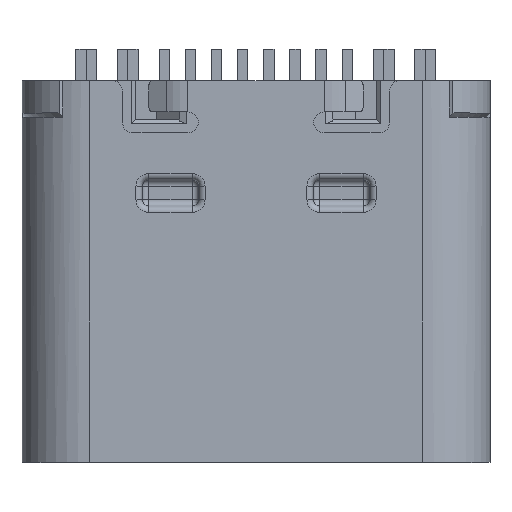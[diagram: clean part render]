
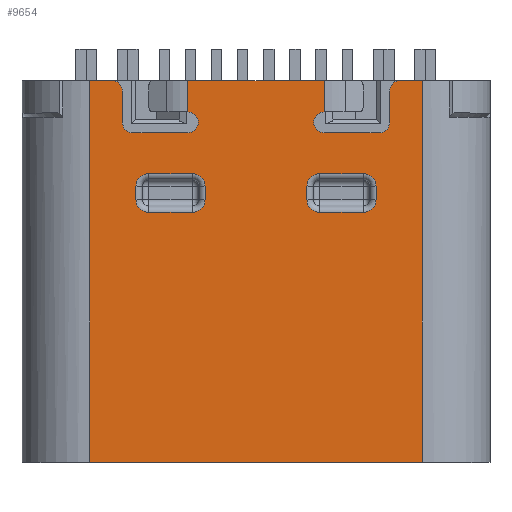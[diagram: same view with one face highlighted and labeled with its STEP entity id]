
A CAD part, top view. The second image highlights one B-rep face of the part: STEP entity #9654.
In plain terms, the highlighted planar face has unit normal (0, 0, 1).
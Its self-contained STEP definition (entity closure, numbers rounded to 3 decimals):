
#8026 = VERTEX_POINT('',#8027);
#8027 = CARTESIAN_POINT('',(7.65,0.,3.16));
#8034 = EDGE_CURVE('',#8035,#8026,#8037,.T.);
#8035 = VERTEX_POINT('',#8036);
#8036 = CARTESIAN_POINT('',(1.3,0.,3.16));
#8037 = LINE('',#8038,#8039);
#8038 = CARTESIAN_POINT('',(1.3,0.,3.16));
#8039 = VECTOR('',#8040,1.);
#8040 = DIRECTION('',(1.,0.,0.));
#9616 = EDGE_CURVE('',#9617,#8035,#9619,.T.);
#9617 = VERTEX_POINT('',#9618);
#9618 = CARTESIAN_POINT('',(1.3,7.3,3.16));
#9619 = LINE('',#9620,#9621);
#9620 = CARTESIAN_POINT('',(1.3,7.3,3.16));
#9621 = VECTOR('',#9622,1.);
#9622 = DIRECTION('',(0.,-1.,0.));
#9654 = ADVANCED_FACE('',(#9655,#9725,#9861),#9931,.T.);
#9655 = FACE_BOUND('',#9656,.T.);
#9656 = EDGE_LOOP('',(#9657,#9667,#9676,#9684,#9693,#9701,#9710,#9718));
#9657 = ORIENTED_EDGE('',*,*,#9658,.T.);
#9658 = EDGE_CURVE('',#9659,#9661,#9663,.T.);
#9659 = VERTEX_POINT('',#9660);
#9660 = CARTESIAN_POINT('',(2.42,5.52,3.16));
#9661 = VERTEX_POINT('',#9662);
#9662 = CARTESIAN_POINT('',(3.26,5.52,3.16));
#9663 = LINE('',#9664,#9665);
#9664 = CARTESIAN_POINT('',(2.3,5.52,3.16));
#9665 = VECTOR('',#9666,1.);
#9666 = DIRECTION('',(1.,0.,0.));
#9667 = ORIENTED_EDGE('',*,*,#9668,.T.);
#9668 = EDGE_CURVE('',#9661,#9669,#9671,.T.);
#9669 = VERTEX_POINT('',#9670);
#9670 = CARTESIAN_POINT('',(3.5,5.28,3.16));
#9671 = CIRCLE('',#9672,0.24);
#9672 = AXIS2_PLACEMENT_3D('',#9673,#9674,#9675);
#9673 = CARTESIAN_POINT('',(3.26,5.28,3.16));
#9674 = DIRECTION('',(0.,0.,-1.));
#9675 = DIRECTION('',(0.,1.,0.));
#9676 = ORIENTED_EDGE('',*,*,#9677,.T.);
#9677 = EDGE_CURVE('',#9669,#9678,#9680,.T.);
#9678 = VERTEX_POINT('',#9679);
#9679 = CARTESIAN_POINT('',(3.5,5.02,3.16));
#9680 = LINE('',#9681,#9682);
#9681 = CARTESIAN_POINT('',(3.5,5.4,3.16));
#9682 = VECTOR('',#9683,1.);
#9683 = DIRECTION('',(0.,-1.,0.));
#9684 = ORIENTED_EDGE('',*,*,#9685,.T.);
#9685 = EDGE_CURVE('',#9678,#9686,#9688,.T.);
#9686 = VERTEX_POINT('',#9687);
#9687 = CARTESIAN_POINT('',(3.26,4.78,3.16));
#9688 = CIRCLE('',#9689,0.24);
#9689 = AXIS2_PLACEMENT_3D('',#9690,#9691,#9692);
#9690 = CARTESIAN_POINT('',(3.26,5.02,3.16));
#9691 = DIRECTION('',(0.,0.,-1.));
#9692 = DIRECTION('',(1.,0.,0.));
#9693 = ORIENTED_EDGE('',*,*,#9694,.T.);
#9694 = EDGE_CURVE('',#9686,#9695,#9697,.T.);
#9695 = VERTEX_POINT('',#9696);
#9696 = CARTESIAN_POINT('',(2.42,4.78,3.16));
#9697 = LINE('',#9698,#9699);
#9698 = CARTESIAN_POINT('',(3.38,4.78,3.16));
#9699 = VECTOR('',#9700,1.);
#9700 = DIRECTION('',(-1.,0.,0.));
#9701 = ORIENTED_EDGE('',*,*,#9702,.T.);
#9702 = EDGE_CURVE('',#9695,#9703,#9705,.T.);
#9703 = VERTEX_POINT('',#9704);
#9704 = CARTESIAN_POINT('',(2.18,5.02,3.16));
#9705 = CIRCLE('',#9706,0.24);
#9706 = AXIS2_PLACEMENT_3D('',#9707,#9708,#9709);
#9707 = CARTESIAN_POINT('',(2.42,5.02,3.16));
#9708 = DIRECTION('',(-0.,-0.,-1.));
#9709 = DIRECTION('',(0.,-1.,0.));
#9710 = ORIENTED_EDGE('',*,*,#9711,.T.);
#9711 = EDGE_CURVE('',#9703,#9712,#9714,.T.);
#9712 = VERTEX_POINT('',#9713);
#9713 = CARTESIAN_POINT('',(2.18,5.28,3.16));
#9714 = LINE('',#9715,#9716);
#9715 = CARTESIAN_POINT('',(2.18,4.9,3.16));
#9716 = VECTOR('',#9717,1.);
#9717 = DIRECTION('',(0.,1.,0.));
#9718 = ORIENTED_EDGE('',*,*,#9719,.F.);
#9719 = EDGE_CURVE('',#9659,#9712,#9720,.T.);
#9720 = CIRCLE('',#9721,0.24);
#9721 = AXIS2_PLACEMENT_3D('',#9722,#9723,#9724);
#9722 = CARTESIAN_POINT('',(2.42,5.28,3.16));
#9723 = DIRECTION('',(0.,-0.,1.));
#9724 = DIRECTION('',(0.,1.,0.));
#9725 = FACE_BOUND('',#9726,.T.);
#9726 = EDGE_LOOP('',(#9727,#9738,#9744,#9745,#9746,#9754,#9762,#9771,
    #9779,#9788,#9796,#9805,#9813,#9821,#9829,#9838,#9846,#9855));
#9727 = ORIENTED_EDGE('',*,*,#9728,.T.);
#9728 = EDGE_CURVE('',#9729,#9731,#9733,.T.);
#9729 = VERTEX_POINT('',#9730);
#9730 = CARTESIAN_POINT('',(1.92,7.1,3.16));
#9731 = VERTEX_POINT('',#9732);
#9732 = CARTESIAN_POINT('',(1.72,7.3,3.16));
#9733 = CIRCLE('',#9734,0.2);
#9734 = AXIS2_PLACEMENT_3D('',#9735,#9736,#9737);
#9735 = CARTESIAN_POINT('',(1.72,7.1,3.16));
#9736 = DIRECTION('',(0.,0.,1.));
#9737 = DIRECTION('',(1.,0.,-0.));
#9738 = ORIENTED_EDGE('',*,*,#9739,.T.);
#9739 = EDGE_CURVE('',#9731,#9617,#9740,.T.);
#9740 = LINE('',#9741,#9742);
#9741 = CARTESIAN_POINT('',(1.72,7.3,3.16));
#9742 = VECTOR('',#9743,1.);
#9743 = DIRECTION('',(-1.,0.,0.));
#9744 = ORIENTED_EDGE('',*,*,#9616,.T.);
#9745 = ORIENTED_EDGE('',*,*,#8034,.T.);
#9746 = ORIENTED_EDGE('',*,*,#9747,.T.);
#9747 = EDGE_CURVE('',#8026,#9748,#9750,.T.);
#9748 = VERTEX_POINT('',#9749);
#9749 = CARTESIAN_POINT('',(7.65,7.3,3.16));
#9750 = LINE('',#9751,#9752);
#9751 = CARTESIAN_POINT('',(7.65,0.,3.16));
#9752 = VECTOR('',#9753,1.);
#9753 = DIRECTION('',(0.,1.,0.));
#9754 = ORIENTED_EDGE('',*,*,#9755,.T.);
#9755 = EDGE_CURVE('',#9748,#9756,#9758,.T.);
#9756 = VERTEX_POINT('',#9757);
#9757 = CARTESIAN_POINT('',(7.23,7.3,3.16));
#9758 = LINE('',#9759,#9760);
#9759 = CARTESIAN_POINT('',(7.65,7.3,3.16));
#9760 = VECTOR('',#9761,1.);
#9761 = DIRECTION('',(-1.,0.,0.));
#9762 = ORIENTED_EDGE('',*,*,#9763,.T.);
#9763 = EDGE_CURVE('',#9756,#9764,#9766,.T.);
#9764 = VERTEX_POINT('',#9765);
#9765 = CARTESIAN_POINT('',(7.03,7.1,3.16));
#9766 = CIRCLE('',#9767,0.2);
#9767 = AXIS2_PLACEMENT_3D('',#9768,#9769,#9770);
#9768 = CARTESIAN_POINT('',(7.23,7.1,3.16));
#9769 = DIRECTION('',(0.,0.,1.));
#9770 = DIRECTION('',(1.,0.,-0.));
#9771 = ORIENTED_EDGE('',*,*,#9772,.T.);
#9772 = EDGE_CURVE('',#9764,#9773,#9775,.T.);
#9773 = VERTEX_POINT('',#9774);
#9774 = CARTESIAN_POINT('',(7.03,6.5,3.16));
#9775 = LINE('',#9776,#9777);
#9776 = CARTESIAN_POINT('',(7.03,7.1,3.16));
#9777 = VECTOR('',#9778,1.);
#9778 = DIRECTION('',(0.,-1.,0.));
#9779 = ORIENTED_EDGE('',*,*,#9780,.F.);
#9780 = EDGE_CURVE('',#9781,#9773,#9783,.T.);
#9781 = VERTEX_POINT('',#9782);
#9782 = CARTESIAN_POINT('',(6.83,6.3,3.16));
#9783 = CIRCLE('',#9784,0.2);
#9784 = AXIS2_PLACEMENT_3D('',#9785,#9786,#9787);
#9785 = CARTESIAN_POINT('',(6.83,6.5,3.16));
#9786 = DIRECTION('',(0.,0.,1.));
#9787 = DIRECTION('',(1.,0.,-0.));
#9788 = ORIENTED_EDGE('',*,*,#9789,.T.);
#9789 = EDGE_CURVE('',#9781,#9790,#9792,.T.);
#9790 = VERTEX_POINT('',#9791);
#9791 = CARTESIAN_POINT('',(5.78,6.3,3.16));
#9792 = LINE('',#9793,#9794);
#9793 = CARTESIAN_POINT('',(6.83,6.3,3.16));
#9794 = VECTOR('',#9795,1.);
#9795 = DIRECTION('',(-1.,0.,0.));
#9796 = ORIENTED_EDGE('',*,*,#9797,.F.);
#9797 = EDGE_CURVE('',#9798,#9790,#9800,.T.);
#9798 = VERTEX_POINT('',#9799);
#9799 = CARTESIAN_POINT('',(5.78,6.7,3.16));
#9800 = CIRCLE('',#9801,0.2);
#9801 = AXIS2_PLACEMENT_3D('',#9802,#9803,#9804);
#9802 = CARTESIAN_POINT('',(5.78,6.5,3.16));
#9803 = DIRECTION('',(0.,0.,1.));
#9804 = DIRECTION('',(1.,0.,-0.));
#9805 = ORIENTED_EDGE('',*,*,#9806,.T.);
#9806 = EDGE_CURVE('',#9798,#9807,#9809,.T.);
#9807 = VERTEX_POINT('',#9808);
#9808 = CARTESIAN_POINT('',(5.78,7.3,3.16));
#9809 = LINE('',#9810,#9811);
#9810 = CARTESIAN_POINT('',(5.78,6.7,3.16));
#9811 = VECTOR('',#9812,1.);
#9812 = DIRECTION('',(0.,1.,0.));
#9813 = ORIENTED_EDGE('',*,*,#9814,.T.);
#9814 = EDGE_CURVE('',#9807,#9815,#9817,.T.);
#9815 = VERTEX_POINT('',#9816);
#9816 = CARTESIAN_POINT('',(3.17,7.3,3.16));
#9817 = LINE('',#9818,#9819);
#9818 = CARTESIAN_POINT('',(5.78,7.3,3.16));
#9819 = VECTOR('',#9820,1.);
#9820 = DIRECTION('',(-1.,0.,0.));
#9821 = ORIENTED_EDGE('',*,*,#9822,.F.);
#9822 = EDGE_CURVE('',#9823,#9815,#9825,.T.);
#9823 = VERTEX_POINT('',#9824);
#9824 = CARTESIAN_POINT('',(3.17,6.7,3.16));
#9825 = LINE('',#9826,#9827);
#9826 = CARTESIAN_POINT('',(3.17,6.7,3.16));
#9827 = VECTOR('',#9828,1.);
#9828 = DIRECTION('',(0.,1.,0.));
#9829 = ORIENTED_EDGE('',*,*,#9830,.F.);
#9830 = EDGE_CURVE('',#9831,#9823,#9833,.T.);
#9831 = VERTEX_POINT('',#9832);
#9832 = CARTESIAN_POINT('',(3.17,6.3,3.16));
#9833 = CIRCLE('',#9834,0.2);
#9834 = AXIS2_PLACEMENT_3D('',#9835,#9836,#9837);
#9835 = CARTESIAN_POINT('',(3.17,6.5,3.16));
#9836 = DIRECTION('',(0.,0.,1.));
#9837 = DIRECTION('',(1.,0.,-0.));
#9838 = ORIENTED_EDGE('',*,*,#9839,.F.);
#9839 = EDGE_CURVE('',#9840,#9831,#9842,.T.);
#9840 = VERTEX_POINT('',#9841);
#9841 = CARTESIAN_POINT('',(2.12,6.3,3.16));
#9842 = LINE('',#9843,#9844);
#9843 = CARTESIAN_POINT('',(2.12,6.3,3.16));
#9844 = VECTOR('',#9845,1.);
#9845 = DIRECTION('',(1.,0.,0.));
#9846 = ORIENTED_EDGE('',*,*,#9847,.F.);
#9847 = EDGE_CURVE('',#9848,#9840,#9850,.T.);
#9848 = VERTEX_POINT('',#9849);
#9849 = CARTESIAN_POINT('',(1.92,6.5,3.16));
#9850 = CIRCLE('',#9851,0.2);
#9851 = AXIS2_PLACEMENT_3D('',#9852,#9853,#9854);
#9852 = CARTESIAN_POINT('',(2.12,6.5,3.16));
#9853 = DIRECTION('',(0.,0.,1.));
#9854 = DIRECTION('',(1.,0.,-0.));
#9855 = ORIENTED_EDGE('',*,*,#9856,.F.);
#9856 = EDGE_CURVE('',#9729,#9848,#9857,.T.);
#9857 = LINE('',#9858,#9859);
#9858 = CARTESIAN_POINT('',(1.92,7.1,3.16));
#9859 = VECTOR('',#9860,1.);
#9860 = DIRECTION('',(0.,-1.,0.));
#9861 = FACE_BOUND('',#9862,.T.);
#9862 = EDGE_LOOP('',(#9863,#9873,#9882,#9890,#9899,#9907,#9916,#9924));
#9863 = ORIENTED_EDGE('',*,*,#9864,.T.);
#9864 = EDGE_CURVE('',#9865,#9867,#9869,.T.);
#9865 = VERTEX_POINT('',#9866);
#9866 = CARTESIAN_POINT('',(5.45,5.02,3.16));
#9867 = VERTEX_POINT('',#9868);
#9868 = CARTESIAN_POINT('',(5.45,5.28,3.16));
#9869 = LINE('',#9870,#9871);
#9870 = CARTESIAN_POINT('',(5.45,4.9,3.16));
#9871 = VECTOR('',#9872,1.);
#9872 = DIRECTION('',(0.,1.,0.));
#9873 = ORIENTED_EDGE('',*,*,#9874,.T.);
#9874 = EDGE_CURVE('',#9867,#9875,#9877,.T.);
#9875 = VERTEX_POINT('',#9876);
#9876 = CARTESIAN_POINT('',(5.69,5.52,3.16));
#9877 = CIRCLE('',#9878,0.24);
#9878 = AXIS2_PLACEMENT_3D('',#9879,#9880,#9881);
#9879 = CARTESIAN_POINT('',(5.69,5.28,3.16));
#9880 = DIRECTION('',(0.,0.,-1.));
#9881 = DIRECTION('',(-1.,0.,0.));
#9882 = ORIENTED_EDGE('',*,*,#9883,.T.);
#9883 = EDGE_CURVE('',#9875,#9884,#9886,.T.);
#9884 = VERTEX_POINT('',#9885);
#9885 = CARTESIAN_POINT('',(6.53,5.52,3.16));
#9886 = LINE('',#9887,#9888);
#9887 = CARTESIAN_POINT('',(5.57,5.52,3.16));
#9888 = VECTOR('',#9889,1.);
#9889 = DIRECTION('',(1.,0.,0.));
#9890 = ORIENTED_EDGE('',*,*,#9891,.T.);
#9891 = EDGE_CURVE('',#9884,#9892,#9894,.T.);
#9892 = VERTEX_POINT('',#9893);
#9893 = CARTESIAN_POINT('',(6.77,5.28,3.16));
#9894 = CIRCLE('',#9895,0.24);
#9895 = AXIS2_PLACEMENT_3D('',#9896,#9897,#9898);
#9896 = CARTESIAN_POINT('',(6.53,5.28,3.16));
#9897 = DIRECTION('',(0.,0.,-1.));
#9898 = DIRECTION('',(0.,1.,0.));
#9899 = ORIENTED_EDGE('',*,*,#9900,.T.);
#9900 = EDGE_CURVE('',#9892,#9901,#9903,.T.);
#9901 = VERTEX_POINT('',#9902);
#9902 = CARTESIAN_POINT('',(6.77,5.02,3.16));
#9903 = LINE('',#9904,#9905);
#9904 = CARTESIAN_POINT('',(6.77,5.4,3.16));
#9905 = VECTOR('',#9906,1.);
#9906 = DIRECTION('',(0.,-1.,0.));
#9907 = ORIENTED_EDGE('',*,*,#9908,.T.);
#9908 = EDGE_CURVE('',#9901,#9909,#9911,.T.);
#9909 = VERTEX_POINT('',#9910);
#9910 = CARTESIAN_POINT('',(6.53,4.78,3.16));
#9911 = CIRCLE('',#9912,0.24);
#9912 = AXIS2_PLACEMENT_3D('',#9913,#9914,#9915);
#9913 = CARTESIAN_POINT('',(6.53,5.02,3.16));
#9914 = DIRECTION('',(0.,0.,-1.));
#9915 = DIRECTION('',(1.,0.,0.));
#9916 = ORIENTED_EDGE('',*,*,#9917,.T.);
#9917 = EDGE_CURVE('',#9909,#9918,#9920,.T.);
#9918 = VERTEX_POINT('',#9919);
#9919 = CARTESIAN_POINT('',(5.69,4.78,3.16));
#9920 = LINE('',#9921,#9922);
#9921 = CARTESIAN_POINT('',(6.65,4.78,3.16));
#9922 = VECTOR('',#9923,1.);
#9923 = DIRECTION('',(-1.,0.,0.));
#9924 = ORIENTED_EDGE('',*,*,#9925,.F.);
#9925 = EDGE_CURVE('',#9865,#9918,#9926,.T.);
#9926 = CIRCLE('',#9927,0.24);
#9927 = AXIS2_PLACEMENT_3D('',#9928,#9929,#9930);
#9928 = CARTESIAN_POINT('',(5.69,5.02,3.16));
#9929 = DIRECTION('',(0.,0.,1.));
#9930 = DIRECTION('',(-1.,0.,0.));
#9931 = PLANE('',#9932);
#9932 = AXIS2_PLACEMENT_3D('',#9933,#9934,#9935);
#9933 = CARTESIAN_POINT('',(4.475,3.973,3.16));
#9934 = DIRECTION('',(0.,0.,1.));
#9935 = DIRECTION('',(1.,0.,-0.));
